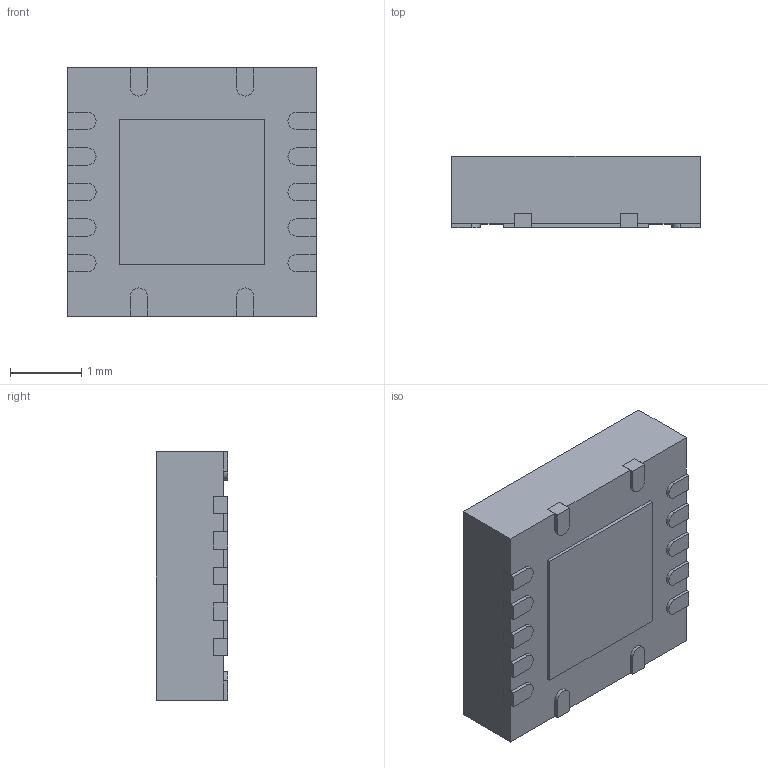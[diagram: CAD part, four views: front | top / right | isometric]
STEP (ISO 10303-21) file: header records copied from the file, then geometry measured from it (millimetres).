
FILE_DESCRIPTION (( 'STEP AP214' ), '1' );
FILE_NAME ('RGY14.STEP', '2020-08-09T05:34:37', ( '' ), ( '' ), 'SwSTEP 2.0', 'SolidWorks 2017', '' );
FILE_SCHEMA (( 'AUTOMOTIVE_DESIGN' ));
Length unit declared in the file: millimetre
Products named in the file (1): RGY14
Bounding box: 3.5 x 1 x 3.5 mm (x, y, z)
Volume: 11.9 mm3; surface area: 56.3 mm2
Topology: 16 solids, 16 shells, 161 faces, 384 edges, 256 vertices
Faces by surface type: plane 129, cylinder 32
Entity records: 5550 total; most frequent: CARTESIAN_POINT 802, DIRECTION 772, ORIENTED_EDGE 768, EDGE_CURVE 384, VECTOR 320, LINE 320, VERTEX_POINT 256, AXIS2_PLACEMENT_3D 226
